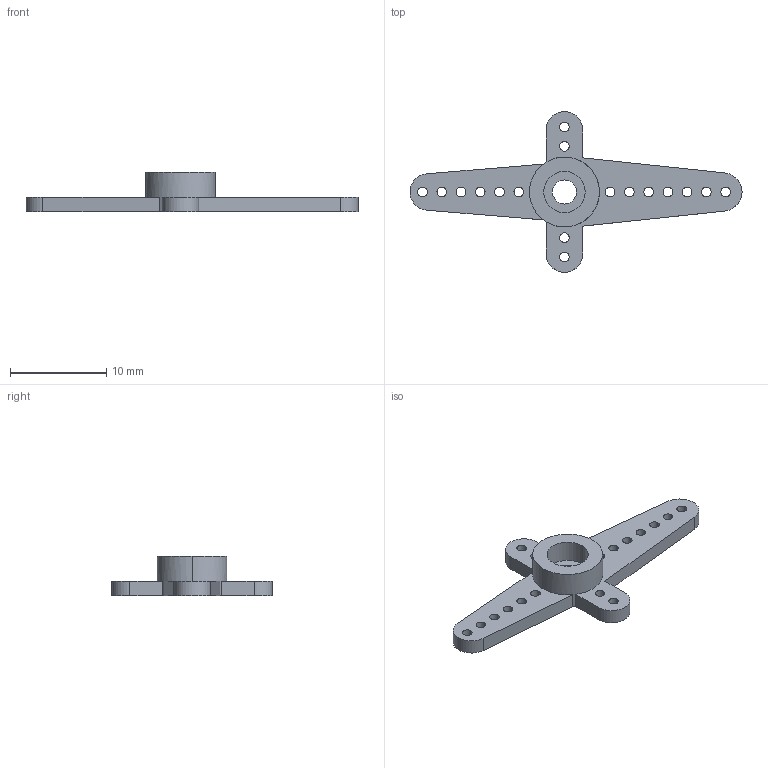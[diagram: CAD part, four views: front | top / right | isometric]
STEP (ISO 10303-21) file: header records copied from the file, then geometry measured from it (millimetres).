
FILE_DESCRIPTION((''),'2;1');
FILE_NAME('DS-9G-000','2025-02-19T11:46:25',('qinghui.yi'),(''),'CREO PARAMETRIC BY PTC INC, 2023154','CREO PARAMETRIC BY PTC INC, 2023154','');
FILE_SCHEMA(('CONFIG_CONTROL_DESIGN'));
Length unit declared in the file: millimetre
Products named in the file (1): DS-9G-000
Bounding box: 34.5 x 16.7 x 4.15 mm (x, y, z)
Volume: 358.4 mm3; surface area: 724.9 mm2
Topology: 1 solids, 1 shells, 60 faces, 172 edges, 116 vertices
Faces by surface type: cylinder 46, plane 14
Entity records: 2138 total; most frequent: DIRECTION 392, CARTESIAN_POINT 348, ORIENTED_EDGE 344, EDGE_CURVE 172, AXIS2_PLACEMENT_3D 160, VERTEX_POINT 116, CIRCLE 100, EDGE_LOOP 98
